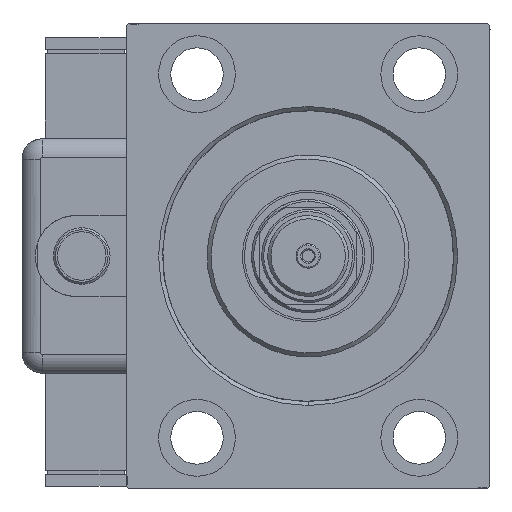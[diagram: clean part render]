
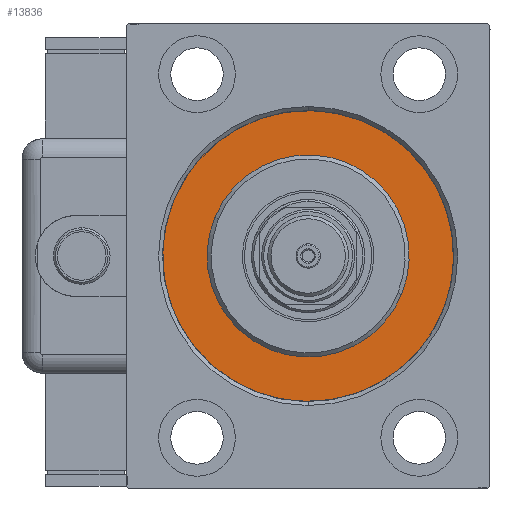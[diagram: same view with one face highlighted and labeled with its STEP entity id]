
A CAD part, left-side view. The second image highlights one B-rep face of the part: STEP entity #13836.
In plain terms, the highlighted face is planar.
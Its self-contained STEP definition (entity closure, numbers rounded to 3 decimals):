
#858 = CARTESIAN_POINT ( 'NONE',  ( 0., 0., 0. ) ) ;
#7192 = CARTESIAN_POINT ( 'NONE',  ( 0., 0., 0. ) ) ;
#9636 = EDGE_LOOP ( 'NONE', ( #50061, #58801 ) ) ;
#11840 = PLANE ( 'NONE',  #17492 ) ;
#13836 = ADVANCED_FACE ( 'NONE', ( #17091, #22027 ), #11840, .F. ) ;
#14795 = EDGE_CURVE ( 'NONE', #22637, #18099, #23455, .T. ) ;
#15397 = CIRCLE ( 'NONE', #60810, 25. ) ;
#17091 = FACE_BOUND ( 'NONE', #40822, .T. ) ;
#17492 = AXIS2_PLACEMENT_3D ( 'NONE', #7192, #40880, #59138 ) ;
#17944 = CARTESIAN_POINT ( 'NONE',  ( 0., 0., 0. ) ) ;
#18099 = VERTEX_POINT ( 'NONE', #31384 ) ;
#22027 = FACE_OUTER_BOUND ( 'NONE', #9636, .T. ) ;
#22637 = VERTEX_POINT ( 'NONE', #32125 ) ;
#23455 = CIRCLE ( 'NONE', #26384, 25. ) ;
#23456 = DIRECTION ( 'NONE',  ( 0., 0., 1. ) ) ;
#24066 = CARTESIAN_POINT ( 'NONE',  ( 0., 0., 36. ) ) ;
#26384 = AXIS2_PLACEMENT_3D ( 'NONE', #858, #29262, #58006 ) ;
#27515 = VERTEX_POINT ( 'NONE', #40995 ) ;
#29262 = DIRECTION ( 'NONE',  ( 1., 0., 0. ) ) ;
#31384 = CARTESIAN_POINT ( 'NONE',  ( 0., 0., 25. ) ) ;
#32125 = CARTESIAN_POINT ( 'NONE',  ( 0., 0., -25. ) ) ;
#32415 = CARTESIAN_POINT ( 'NONE',  ( 0., 0., 0. ) ) ;
#32456 = DIRECTION ( 'NONE',  ( 0., 0., -1. ) ) ;
#33017 = DIRECTION ( 'NONE',  ( -1., 0., 0. ) ) ;
#33780 = ORIENTED_EDGE ( 'NONE', *, *, #37133, .F. ) ;
#37094 = DIRECTION ( 'NONE',  ( 1., 0., 0. ) ) ;
#37133 = EDGE_CURVE ( 'NONE', #18099, #22637, #15397, .T. ) ;
#38854 = AXIS2_PLACEMENT_3D ( 'NONE', #53409, #44735, #39498 ) ;
#39498 = DIRECTION ( 'NONE',  ( 0., 0., 1. ) ) ;
#40822 = EDGE_LOOP ( 'NONE', ( #33780, #54564 ) ) ;
#40880 = DIRECTION ( 'NONE',  ( -1., 0., 0. ) ) ;
#40995 = CARTESIAN_POINT ( 'NONE',  ( 0., 0., -36. ) ) ;
#44735 = DIRECTION ( 'NONE',  ( -1., 0., 0. ) ) ;
#48456 = EDGE_CURVE ( 'NONE', #59109, #27515, #53187, .T. ) ;
#50061 = ORIENTED_EDGE ( 'NONE', *, *, #53106, .F. ) ;
#53106 = EDGE_CURVE ( 'NONE', #27515, #59109, #53663, .T. ) ;
#53187 = CIRCLE ( 'NONE', #55329, 36. ) ;
#53409 = CARTESIAN_POINT ( 'NONE',  ( 0., 0., 0. ) ) ;
#53663 = CIRCLE ( 'NONE', #38854, 36. ) ;
#54564 = ORIENTED_EDGE ( 'NONE', *, *, #14795, .F. ) ;
#55329 = AXIS2_PLACEMENT_3D ( 'NONE', #32415, #33017, #23456 ) ;
#58006 = DIRECTION ( 'NONE',  ( 0., 0., -1. ) ) ;
#58801 = ORIENTED_EDGE ( 'NONE', *, *, #48456, .F. ) ;
#59109 = VERTEX_POINT ( 'NONE', #24066 ) ;
#59138 = DIRECTION ( 'NONE',  ( 0., 0., 1. ) ) ;
#60810 = AXIS2_PLACEMENT_3D ( 'NONE', #17944, #37094, #32456 ) ;
